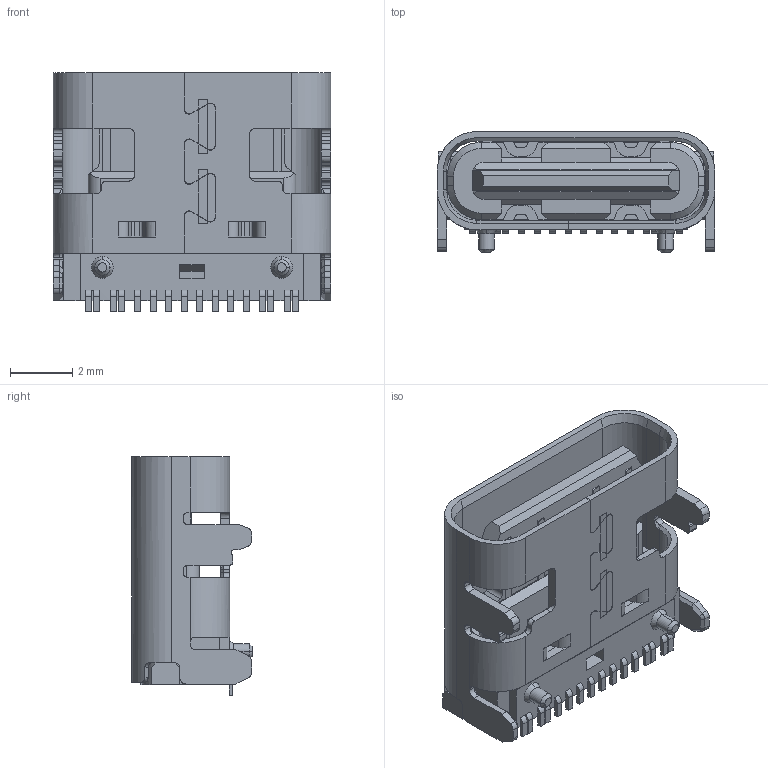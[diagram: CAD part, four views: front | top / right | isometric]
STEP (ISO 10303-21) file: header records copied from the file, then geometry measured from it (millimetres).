
FILE_DESCRIPTION (( 'STEP AP214' ), '1' );
FILE_NAME ('USB4105-GF-A-060.STEP', '2023-01-04T02:36:40', ( '' ), ( '' ), 'SwSTEP 2.0', 'SolidWorks 2022', '' );
FILE_SCHEMA (( 'AUTOMOTIVE_DESIGN' ));
Length unit declared in the file: millimetre
Products named in the file (3): USB4105-GF-A-060_PART2; USB4105-GF-A-060; USB4105-GF-A-060_PART1
Assembly tree (2 placements, depth 2):
  USB4105-GF-A-060
    USB4105-GF-A-060_PART2
    USB4105-GF-A-060_PART1
Bounding box: 8.94 x 3.88 x 7.7 mm (x, y, z)
Volume: 113.3 mm3; surface area: 480.6 mm2
Topology: 2 solids, 2 shells, 737 faces, 2064 edges, 1324 vertices
Faces by surface type: plane 523, cylinder 162, cone 43, bspline 9
Entity records: 30522 total; most frequent: CARTESIAN_POINT 6344, ORIENTED_EDGE 4128, DIRECTION 3293, EDGE_CURVE 2064, VECTOR 1545, LINE 1545, VERTEX_POINT 1324, AXIS2_PLACEMENT_3D 874
